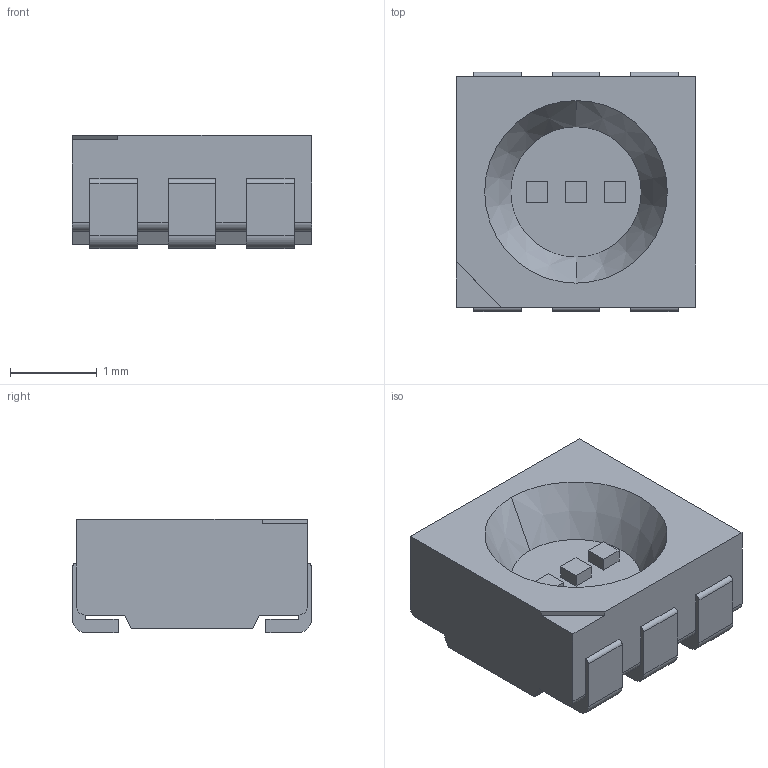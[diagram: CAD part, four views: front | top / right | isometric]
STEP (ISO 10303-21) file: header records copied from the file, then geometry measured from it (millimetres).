
FILE_DESCRIPTION(('FreeCAD Model'),'2;1');
FILE_NAME('PLCC_6_LED.step','2017-10-18T21:18:38',('Author' ),(''),'Open CASCADE STEP processor 6.8','FreeCAD','Unknown');
FILE_SCHEMA(('AUTOMOTIVE_DESIGN_CC2 { 1 2 10303 214 -1 1 5 4 }'));
Length unit declared in the file: millimetre
Products named in the file (1): PLCC_6_LED
Bounding box: 2.75 x 2.75 x 1.3 mm (x, y, z)
Volume: 7.5 mm3; surface area: 35 mm2
Topology: 1 solids, 1 shells, 92 faces, 246 edges, 160 vertices
Faces by surface type: plane 70, cylinder 20, cone 2
Entity records: 8068 total; most frequent: CARTESIAN_POINT 2563, DIRECTION 872, LINE 562, VECTOR 562, ORIENTED_EDGE 492, PCURVE 492, DEFINITIONAL_REPRESENTATION 492, EDGE_CURVE 246
